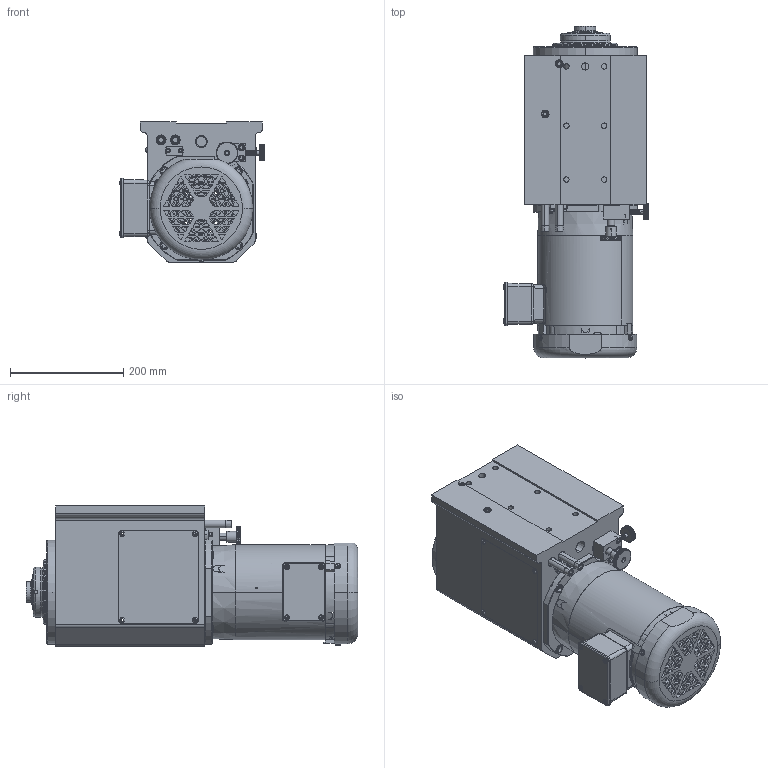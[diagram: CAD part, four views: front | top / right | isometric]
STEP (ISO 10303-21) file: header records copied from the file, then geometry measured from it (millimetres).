
FILE_DESCRIPTION (( 'STEP AP203' ), '1' );
FILE_NAME ('M10.STEP', '2016-01-13T16:41:39', ( '' ), ( '' ), 'SwSTEP 2.0', 'SolidWorks 2015', '' );
FILE_SCHEMA (( 'CONFIG_CONTROL_DESIGN' ));
Products named in the file (1): M10
Bounding box: 257.42 x 586.99 x 247.65 mm (x, y, z)
Surface area: 729971.3 mm2 (no closed solid volume)
Topology: 0 solids, 279 shells, 1796 faces, 7221 edges, 5642 vertices
Faces by surface type: plane 746, cylinder 716, cone 250, torus 37, bspline 27, sphere 20
Entity records: 97537 total; most frequent: CARTESIAN_POINT 43421, ORIENTED_EDGE 10181, DIRECTION 9921, EDGE_CURVE 7221, VERTEX_POINT 5642, AXIS2_PLACEMENT_3D 3529, LINE 2863, VECTOR 2863
